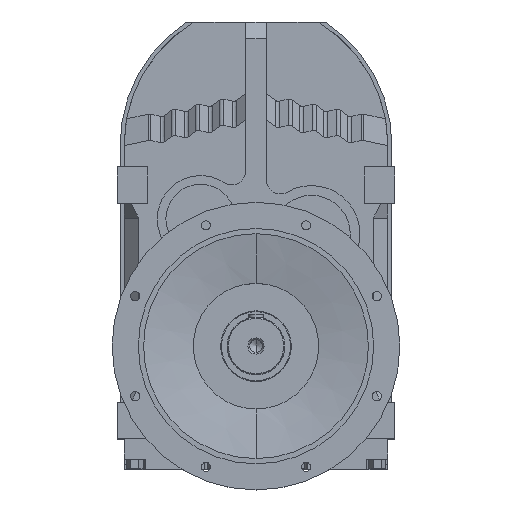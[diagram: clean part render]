
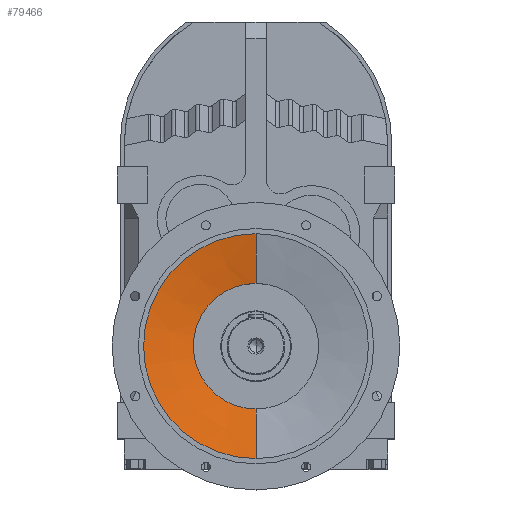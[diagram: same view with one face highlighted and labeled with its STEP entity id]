
A CAD part, top view. The second image highlights one B-rep face of the part: STEP entity #79466.
In plain terms, the highlighted conical face has half-angle 78.98 degrees and reference radius 215 mm.
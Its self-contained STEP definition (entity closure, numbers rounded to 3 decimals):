
#79103 = CYLINDRICAL_SURFACE('',#79104,215.);
#79104 = AXIS2_PLACEMENT_3D('',#79105,#79106,#79107);
#79105 = CARTESIAN_POINT('',(0.,-382.6,0.));
#79106 = DIRECTION('',(0.,0.,-1.));
#79107 = DIRECTION('',(0.,1.,0.));
#79170 = CYLINDRICAL_SURFACE('',#79171,120.);
#79171 = AXIS2_PLACEMENT_3D('',#79172,#79173,#79174);
#79172 = CARTESIAN_POINT('',(0.,-382.6,0.));
#79173 = DIRECTION('',(0.,0.,-1.));
#79174 = DIRECTION('',(0.,1.,0.));
#79186 = VERTEX_POINT('',#79187);
#79187 = CARTESIAN_POINT('',(0.,-167.6,414.));
#79206 = EDGE_CURVE('',#79207,#79186,#79209,.T.);
#79207 = VERTEX_POINT('',#79208);
#79208 = CARTESIAN_POINT('',(0.,-597.6,414.));
#79209 = SURFACE_CURVE('',#79210,(#79215,#79221),.PCURVE_S1.);
#79210 = CIRCLE('',#79211,215.);
#79211 = AXIS2_PLACEMENT_3D('',#79212,#79213,#79214);
#79212 = CARTESIAN_POINT('',(0.,-382.6,414.));
#79213 = DIRECTION('',(0.,0.,-1.));
#79214 = DIRECTION('',(0.,1.,0.));
#79215 = PCURVE('',#79103,#79216);
#79216 = DEFINITIONAL_REPRESENTATION('',(#79217),#79220);
#79217 = B_SPLINE_CURVE_WITH_KNOTS('',1,(#79218,#79219),.UNSPECIFIED.,
  .F.,.F.,(2,2),(3.142,6.283),.PIECEWISE_BEZIER_KNOTS.);
#79218 = CARTESIAN_POINT('',(3.142,-414.));
#79219 = CARTESIAN_POINT('',(6.283,-414.));
#79220 = ( GEOMETRIC_REPRESENTATION_CONTEXT(2) 
PARAMETRIC_REPRESENTATION_CONTEXT() REPRESENTATION_CONTEXT('2D SPACE',''
  ) );
#79221 = PCURVE('',#79222,#79227);
#79222 = CONICAL_SURFACE('',#79223,215.,1.378);
#79223 = AXIS2_PLACEMENT_3D('',#79224,#79225,#79226);
#79224 = CARTESIAN_POINT('',(0.,-382.6,414.));
#79225 = DIRECTION('',(0.,0.,1.));
#79226 = DIRECTION('',(0.,-1.,0.));
#79227 = DEFINITIONAL_REPRESENTATION('',(#79228),#79254);
#79228 = B_SPLINE_CURVE_WITH_KNOTS('',3,(#79229,#79230,#79231,#79232,
    #79233,#79234,#79235,#79236,#79237,#79238,#79239,#79240,#79241,
    #79242,#79243,#79244,#79245,#79246,#79247,#79248,#79249,#79250,
    #79251,#79252,#79253),.UNSPECIFIED.,.F.,.F.,(4,1,1,1,1,1,1,1,1,1,1,1
    ,1,1,1,1,1,1,1,1,1,1,4),(3.142,3.284,3.427
    ,3.57,3.713,3.856,3.998,
    4.141,4.284,4.427,4.57,
    4.712,4.855,4.998,5.141,
    5.284,5.426,5.569,5.712,
    5.855,5.998,6.14,6.283),
  .QUASI_UNIFORM_KNOTS.);
#79229 = CARTESIAN_POINT('',(6.283,0.));
#79230 = CARTESIAN_POINT('',(6.236,0.));
#79231 = CARTESIAN_POINT('',(6.14,0.));
#79232 = CARTESIAN_POINT('',(5.998,0.));
#79233 = CARTESIAN_POINT('',(5.855,0.));
#79234 = CARTESIAN_POINT('',(5.712,0.));
#79235 = CARTESIAN_POINT('',(5.569,0.));
#79236 = CARTESIAN_POINT('',(5.426,0.));
#79237 = CARTESIAN_POINT('',(5.284,0.));
#79238 = CARTESIAN_POINT('',(5.141,0.));
#79239 = CARTESIAN_POINT('',(4.998,0.));
#79240 = CARTESIAN_POINT('',(4.855,0.));
#79241 = CARTESIAN_POINT('',(4.712,0.));
#79242 = CARTESIAN_POINT('',(4.57,0.));
#79243 = CARTESIAN_POINT('',(4.427,0.));
#79244 = CARTESIAN_POINT('',(4.284,0.));
#79245 = CARTESIAN_POINT('',(4.141,0.));
#79246 = CARTESIAN_POINT('',(3.998,0.));
#79247 = CARTESIAN_POINT('',(3.856,0.));
#79248 = CARTESIAN_POINT('',(3.713,0.));
#79249 = CARTESIAN_POINT('',(3.57,0.));
#79250 = CARTESIAN_POINT('',(3.427,0.));
#79251 = CARTESIAN_POINT('',(3.284,0.));
#79252 = CARTESIAN_POINT('',(3.189,0.));
#79253 = CARTESIAN_POINT('',(3.142,0.));
#79254 = ( GEOMETRIC_REPRESENTATION_CONTEXT(2) 
PARAMETRIC_REPRESENTATION_CONTEXT() REPRESENTATION_CONTEXT('2D SPACE',''
  ) );
#79293 = CONICAL_SURFACE('',#79294,215.,1.378);
#79294 = AXIS2_PLACEMENT_3D('',#79295,#79296,#79297);
#79295 = CARTESIAN_POINT('',(0.,-382.6,414.));
#79296 = DIRECTION('',(0.,0.,1.));
#79297 = DIRECTION('',(0.,-1.,0.));
#79332 = EDGE_CURVE('',#79333,#79335,#79337,.T.);
#79333 = VERTEX_POINT('',#79334);
#79334 = CARTESIAN_POINT('',(0.,-502.6,395.5));
#79335 = VERTEX_POINT('',#79336);
#79336 = CARTESIAN_POINT('',(0.,-262.6,395.5));
#79337 = SURFACE_CURVE('',#79338,(#79343,#79349),.PCURVE_S1.);
#79338 = CIRCLE('',#79339,120.);
#79339 = AXIS2_PLACEMENT_3D('',#79340,#79341,#79342);
#79340 = CARTESIAN_POINT('',(0.,-382.6,395.5));
#79341 = DIRECTION('',(0.,0.,-1.));
#79342 = DIRECTION('',(0.,1.,0.));
#79343 = PCURVE('',#79170,#79344);
#79344 = DEFINITIONAL_REPRESENTATION('',(#79345),#79348);
#79345 = B_SPLINE_CURVE_WITH_KNOTS('',1,(#79346,#79347),.UNSPECIFIED.,
  .F.,.F.,(2,2),(3.142,6.283),.PIECEWISE_BEZIER_KNOTS.);
#79346 = CARTESIAN_POINT('',(3.142,-395.5));
#79347 = CARTESIAN_POINT('',(6.283,-395.5));
#79348 = ( GEOMETRIC_REPRESENTATION_CONTEXT(2) 
PARAMETRIC_REPRESENTATION_CONTEXT() REPRESENTATION_CONTEXT('2D SPACE',''
  ) );
#79349 = PCURVE('',#79222,#79350);
#79350 = DEFINITIONAL_REPRESENTATION('',(#79351),#79377);
#79351 = B_SPLINE_CURVE_WITH_KNOTS('',3,(#79352,#79353,#79354,#79355,
    #79356,#79357,#79358,#79359,#79360,#79361,#79362,#79363,#79364,
    #79365,#79366,#79367,#79368,#79369,#79370,#79371,#79372,#79373,
    #79374,#79375,#79376),.UNSPECIFIED.,.F.,.F.,(4,1,1,1,1,1,1,1,1,1,1,1
    ,1,1,1,1,1,1,1,1,1,1,4),(3.142,3.284,3.427
    ,3.57,3.713,3.856,3.998,
    4.141,4.284,4.427,4.57,
    4.712,4.855,4.998,5.141,
    5.284,5.426,5.569,5.712,
    5.855,5.998,6.14,6.283),
  .QUASI_UNIFORM_KNOTS.);
#79352 = CARTESIAN_POINT('',(6.283,-18.5));
#79353 = CARTESIAN_POINT('',(6.236,-18.5));
#79354 = CARTESIAN_POINT('',(6.14,-18.5));
#79355 = CARTESIAN_POINT('',(5.998,-18.5));
#79356 = CARTESIAN_POINT('',(5.855,-18.5));
#79357 = CARTESIAN_POINT('',(5.712,-18.5));
#79358 = CARTESIAN_POINT('',(5.569,-18.5));
#79359 = CARTESIAN_POINT('',(5.426,-18.5));
#79360 = CARTESIAN_POINT('',(5.284,-18.5));
#79361 = CARTESIAN_POINT('',(5.141,-18.5));
#79362 = CARTESIAN_POINT('',(4.998,-18.5));
#79363 = CARTESIAN_POINT('',(4.855,-18.5));
#79364 = CARTESIAN_POINT('',(4.712,-18.5));
#79365 = CARTESIAN_POINT('',(4.57,-18.5));
#79366 = CARTESIAN_POINT('',(4.427,-18.5));
#79367 = CARTESIAN_POINT('',(4.284,-18.5));
#79368 = CARTESIAN_POINT('',(4.141,-18.5));
#79369 = CARTESIAN_POINT('',(3.998,-18.5));
#79370 = CARTESIAN_POINT('',(3.856,-18.5));
#79371 = CARTESIAN_POINT('',(3.713,-18.5));
#79372 = CARTESIAN_POINT('',(3.57,-18.5));
#79373 = CARTESIAN_POINT('',(3.427,-18.5));
#79374 = CARTESIAN_POINT('',(3.284,-18.5));
#79375 = CARTESIAN_POINT('',(3.189,-18.5));
#79376 = CARTESIAN_POINT('',(3.142,-18.5));
#79377 = ( GEOMETRIC_REPRESENTATION_CONTEXT(2) 
PARAMETRIC_REPRESENTATION_CONTEXT() REPRESENTATION_CONTEXT('2D SPACE',''
  ) );
#79466 = ADVANCED_FACE('',(#79467),#79222,.F.);
#79467 = FACE_BOUND('',#79468,.F.);
#79468 = EDGE_LOOP('',(#79469,#79470,#79489,#79490));
#79469 = ORIENTED_EDGE('',*,*,#79332,.F.);
#79470 = ORIENTED_EDGE('',*,*,#79471,.T.);
#79471 = EDGE_CURVE('',#79333,#79207,#79472,.T.);
#79472 = SURFACE_CURVE('',#79473,(#79477,#79483),.PCURVE_S1.);
#79473 = LINE('',#79474,#79475);
#79474 = CARTESIAN_POINT('',(0.,-597.6,414.));
#79475 = VECTOR('',#79476,1.);
#79476 = DIRECTION('',(0.,-0.982,0.191));
#79477 = PCURVE('',#79222,#79478);
#79478 = DEFINITIONAL_REPRESENTATION('',(#79479),#79482);
#79479 = B_SPLINE_CURVE_WITH_KNOTS('',1,(#79480,#79481),.UNSPECIFIED.,
  .F.,.F.,(2,2),(-96.785,0.),
  .PIECEWISE_BEZIER_KNOTS.);
#79480 = CARTESIAN_POINT('',(6.283,-18.5));
#79481 = CARTESIAN_POINT('',(6.283,0.));
#79482 = ( GEOMETRIC_REPRESENTATION_CONTEXT(2) 
PARAMETRIC_REPRESENTATION_CONTEXT() REPRESENTATION_CONTEXT('2D SPACE',''
  ) );
#79483 = PCURVE('',#79293,#79484);
#79484 = DEFINITIONAL_REPRESENTATION('',(#79485),#79488);
#79485 = B_SPLINE_CURVE_WITH_KNOTS('',1,(#79486,#79487),.UNSPECIFIED.,
  .F.,.F.,(2,2),(-96.785,0.),
  .PIECEWISE_BEZIER_KNOTS.);
#79486 = CARTESIAN_POINT('',(0.,-18.5));
#79487 = CARTESIAN_POINT('',(0.,0.));
#79488 = ( GEOMETRIC_REPRESENTATION_CONTEXT(2) 
PARAMETRIC_REPRESENTATION_CONTEXT() REPRESENTATION_CONTEXT('2D SPACE',''
  ) );
#79489 = ORIENTED_EDGE('',*,*,#79206,.T.);
#79490 = ORIENTED_EDGE('',*,*,#79491,.F.);
#79491 = EDGE_CURVE('',#79335,#79186,#79492,.T.);
#79492 = SURFACE_CURVE('',#79493,(#79497,#79503),.PCURVE_S1.);
#79493 = LINE('',#79494,#79495);
#79494 = CARTESIAN_POINT('',(0.,-167.6,414.));
#79495 = VECTOR('',#79496,1.);
#79496 = DIRECTION('',(0.,0.982,0.191)
  );
#79497 = PCURVE('',#79222,#79498);
#79498 = DEFINITIONAL_REPRESENTATION('',(#79499),#79502);
#79499 = B_SPLINE_CURVE_WITH_KNOTS('',1,(#79500,#79501),.UNSPECIFIED.,
  .F.,.F.,(2,2),(-96.785,0.),
  .PIECEWISE_BEZIER_KNOTS.);
#79500 = CARTESIAN_POINT('',(3.142,-18.5));
#79501 = CARTESIAN_POINT('',(3.142,0.));
#79502 = ( GEOMETRIC_REPRESENTATION_CONTEXT(2) 
PARAMETRIC_REPRESENTATION_CONTEXT() REPRESENTATION_CONTEXT('2D SPACE',''
  ) );
#79503 = PCURVE('',#79293,#79504);
#79504 = DEFINITIONAL_REPRESENTATION('',(#79505),#79508);
#79505 = B_SPLINE_CURVE_WITH_KNOTS('',1,(#79506,#79507),.UNSPECIFIED.,
  .F.,.F.,(2,2),(-96.785,0.),
  .PIECEWISE_BEZIER_KNOTS.);
#79506 = CARTESIAN_POINT('',(3.142,-18.5));
#79507 = CARTESIAN_POINT('',(3.142,0.));
#79508 = ( GEOMETRIC_REPRESENTATION_CONTEXT(2) 
PARAMETRIC_REPRESENTATION_CONTEXT() REPRESENTATION_CONTEXT('2D SPACE',''
  ) );
